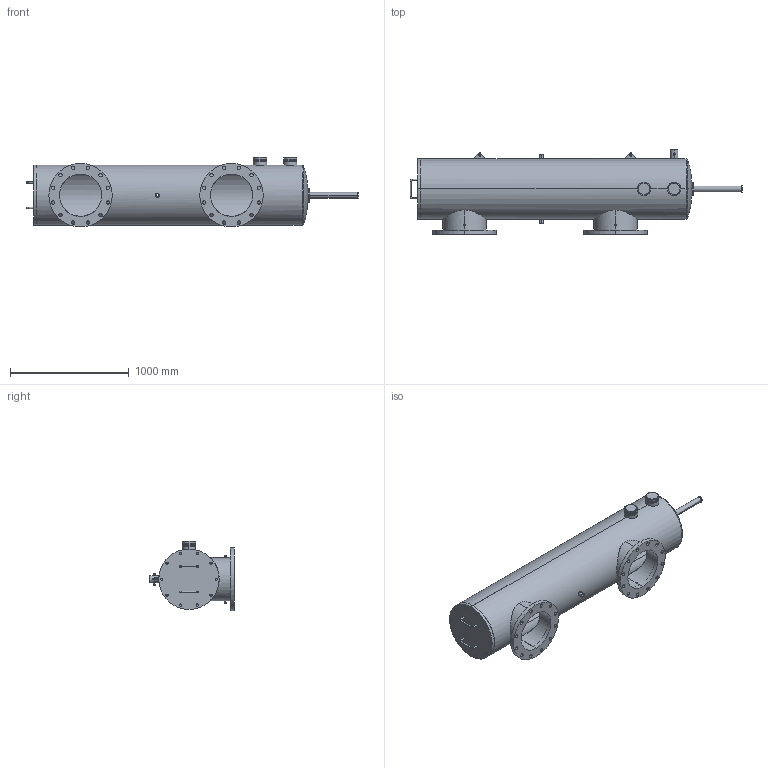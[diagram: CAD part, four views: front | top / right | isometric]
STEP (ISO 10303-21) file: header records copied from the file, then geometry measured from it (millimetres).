
FILE_DESCRIPTION (( 'STEP AP203' ), '1' );
FILE_NAME ('F14-180.STEP', '2020-08-07T13:08:12', ( '' ), ( '' ), 'SwSTEP 2.0', 'SolidWorks 2018', '' );
FILE_SCHEMA (( 'CONFIG_CONTROL_DESIGN' ));
Length unit declared in the file: inch
Products named in the file (1): F14-180
Bounding box: 2792.71 x 711.2 x 587.38 mm (x, y, z)
Volume: 33742476.9 mm3; surface area: 9259874.9 mm2
Topology: 8 solids, 8 shells, 306 faces, 802 edges, 524 vertices
Faces by surface type: cylinder 233, plane 57, torus 16
Entity records: 12805 total; most frequent: CARTESIAN_POINT 4618, DIRECTION 1778, ORIENTED_EDGE 1604, EDGE_CURVE 802, AXIS2_PLACEMENT_3D 746, VERTEX_POINT 524, EDGE_LOOP 468, CIRCLE 439
